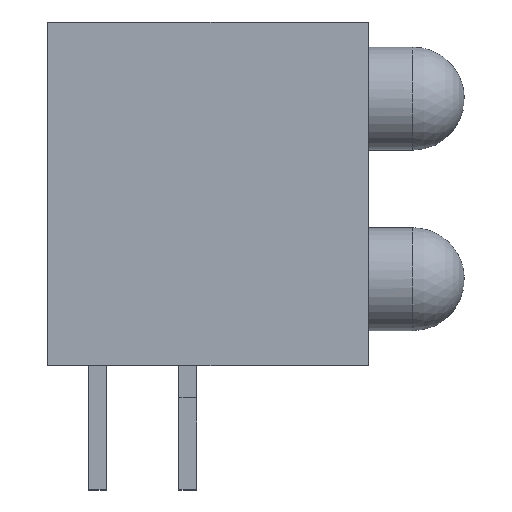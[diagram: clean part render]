
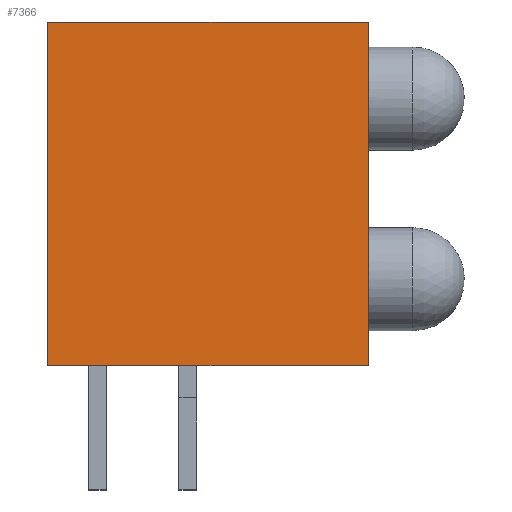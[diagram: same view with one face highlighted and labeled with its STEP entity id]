
A CAD part, top view. The second image highlights one B-rep face of the part: STEP entity #7366.
In plain terms, the highlighted planar face has unit normal (0, 0, 1).
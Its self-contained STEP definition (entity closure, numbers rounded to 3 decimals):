
#440=FACE_OUTER_BOUND('',#856,.T.);
#856=EDGE_LOOP('',(#4996,#4997,#4998,#4999));
#1379=LINE('',#11343,#2188);
#1465=LINE('',#11526,#2274);
#1476=LINE('',#11545,#2285);
#1480=LINE('',#11550,#2289);
#2188=VECTOR('',#8201,9.65);
#2274=VECTOR('',#8317,9.02);
#2285=VECTOR('',#8336,9.02);
#2289=VECTOR('',#8342,9.65);
#3091=VERTEX_POINT('',#11331);
#3096=VERTEX_POINT('',#11341);
#3178=VERTEX_POINT('',#11524);
#3182=VERTEX_POINT('',#11544);
#3801=EDGE_CURVE('',#3096,#3091,#1379,.T.);
#3891=EDGE_CURVE('',#3178,#3096,#1465,.T.);
#3902=EDGE_CURVE('',#3182,#3091,#1476,.T.);
#3906=EDGE_CURVE('',#3178,#3182,#1480,.T.);
#4996=ORIENTED_EDGE('',*,*,#3902,.T.);
#4997=ORIENTED_EDGE('',*,*,#3801,.F.);
#4998=ORIENTED_EDGE('',*,*,#3891,.F.);
#4999=ORIENTED_EDGE('',*,*,#3906,.T.);
#6763=PLANE('',#7775);
#7366=ADVANCED_FACE('',(#440),#6763,.T.);
#7775=AXIS2_PLACEMENT_3D('',#11553,#8346,#8347);
#8201=DIRECTION('',(0.,-1.,0.));
#8317=DIRECTION('',(1.,0.,0.));
#8336=DIRECTION('',(1.,0.,0.));
#8342=DIRECTION('',(0.,-1.,0.));
#8346=DIRECTION('center_axis',(0.,0.,1.));
#8347=DIRECTION('ref_axis',(1.,0.,0.));
#11331=CARTESIAN_POINT('',(4.51,-4.825,3.5));
#11341=CARTESIAN_POINT('',(4.51,4.825,3.5));
#11343=CARTESIAN_POINT('',(4.51,4.825,3.5));
#11524=CARTESIAN_POINT('',(-4.51,4.825,3.5));
#11526=CARTESIAN_POINT('',(-4.51,4.825,3.5));
#11544=CARTESIAN_POINT('',(-4.51,-4.825,3.5));
#11545=CARTESIAN_POINT('',(-4.51,-4.825,3.5));
#11550=CARTESIAN_POINT('',(-4.51,4.825,3.5));
#11553=CARTESIAN_POINT('Origin',(0.,-10.416,
3.5));
